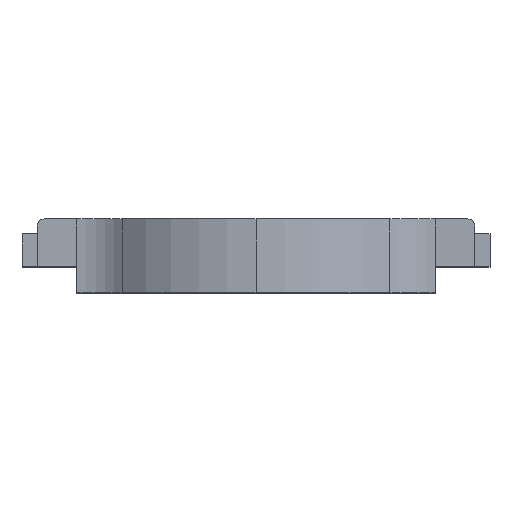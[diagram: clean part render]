
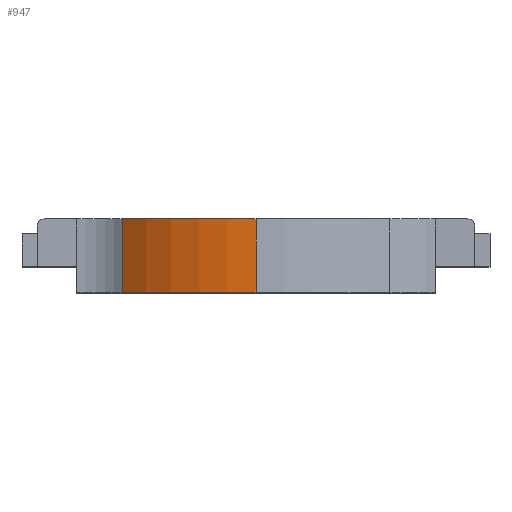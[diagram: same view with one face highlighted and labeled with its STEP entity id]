
A CAD part, top view. The second image highlights one B-rep face of the part: STEP entity #947.
In plain terms, the highlighted cylindrical face has radius 11.176 mm (diameter 22.352 mm), a partial arc.
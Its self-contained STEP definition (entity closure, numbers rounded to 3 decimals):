
#55 = EDGE_LOOP ( 'NONE', ( #511, #2308, #890, #685 ) ) ;
#116 = EDGE_CURVE ( 'NONE', #854, #2692, #3012, .T. ) ;
#142 = CIRCLE ( 'NONE', #2106, 11.176 ) ;
#343 = DIRECTION ( 'NONE',  ( 0., 0., 1. ) ) ;
#360 = DIRECTION ( 'NONE',  ( 0., 1., 0. ) ) ;
#448 = CARTESIAN_POINT ( 'NONE',  ( 0., 4., 0. ) ) ;
#510 = DIRECTION ( 'NONE',  ( 0., 1., 0. ) ) ;
#511 = ORIENTED_EDGE ( 'NONE', *, *, #2188, .T. ) ;
#522 = LINE ( 'NONE', #775, #1156 ) ;
#601 = VECTOR ( 'NONE', #1516, 1000. ) ;
#685 = ORIENTED_EDGE ( 'NONE', *, *, #846, .F. ) ;
#764 = CARTESIAN_POINT ( 'NONE',  ( -7.263, 4., 8.494 ) ) ;
#775 = CARTESIAN_POINT ( 'NONE',  ( -7.263, 3.2, 8.494 ) ) ;
#846 = EDGE_CURVE ( 'NONE', #2843, #854, #522, .T. ) ;
#854 = VERTEX_POINT ( 'NONE', #764 ) ;
#890 = ORIENTED_EDGE ( 'NONE', *, *, #116, .F. ) ;
#947 = ADVANCED_FACE ( 'NONE', ( #2759 ), #1327, .T. ) ;
#1026 = CARTESIAN_POINT ( 'NONE',  ( 0., 3.2, 0. ) ) ;
#1156 = VECTOR ( 'NONE', #510, 1000. ) ;
#1307 = AXIS2_PLACEMENT_3D ( 'NONE', #1026, #2689, #2520 ) ;
#1327 = CYLINDRICAL_SURFACE ( 'NONE', #1307, 11.176 ) ;
#1413 = DIRECTION ( 'NONE',  ( 0., 1., 0. ) ) ;
#1516 = DIRECTION ( 'NONE',  ( 0., 1., 0. ) ) ;
#1541 = CARTESIAN_POINT ( 'NONE',  ( 0., 0., 0. ) ) ;
#1698 = CARTESIAN_POINT ( 'NONE',  ( 0., 0., 11.176 ) ) ;
#2004 = VERTEX_POINT ( 'NONE', #1698 ) ;
#2106 = AXIS2_PLACEMENT_3D ( 'NONE', #1541, #360, #343 ) ;
#2188 = EDGE_CURVE ( 'NONE', #2843, #2004, #142, .T. ) ;
#2233 = LINE ( 'NONE', #2472, #601 ) ;
#2257 = AXIS2_PLACEMENT_3D ( 'NONE', #448, #1413, #2368 ) ;
#2308 = ORIENTED_EDGE ( 'NONE', *, *, #2463, .T. ) ;
#2368 = DIRECTION ( 'NONE',  ( 0., 0., 1. ) ) ;
#2463 = EDGE_CURVE ( 'NONE', #2004, #2692, #2233, .T. ) ;
#2472 = CARTESIAN_POINT ( 'NONE',  ( 0., 3.2, 11.176 ) ) ;
#2517 = CARTESIAN_POINT ( 'NONE',  ( -7.263, 0., 8.494 ) ) ;
#2520 = DIRECTION ( 'NONE',  ( 0., 0., 1. ) ) ;
#2689 = DIRECTION ( 'NONE',  ( 0., 1., 0. ) ) ;
#2692 = VERTEX_POINT ( 'NONE', #2884 ) ;
#2759 = FACE_OUTER_BOUND ( 'NONE', #55, .T. ) ;
#2843 = VERTEX_POINT ( 'NONE', #2517 ) ;
#2884 = CARTESIAN_POINT ( 'NONE',  ( 0., 4., 11.176 ) ) ;
#3012 = CIRCLE ( 'NONE', #2257, 11.176 ) ;
